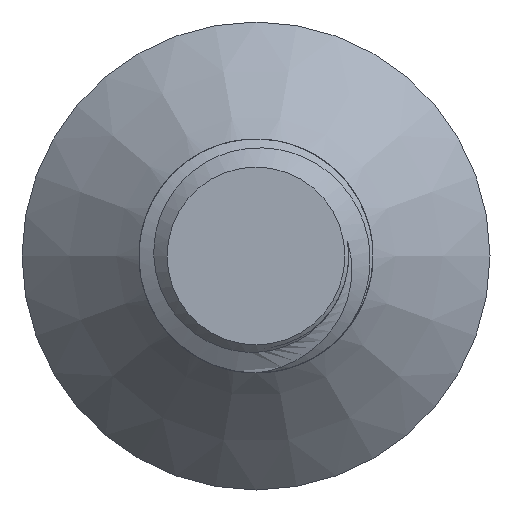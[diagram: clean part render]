
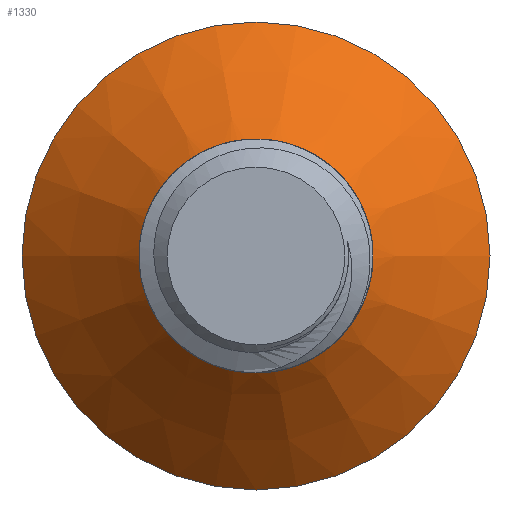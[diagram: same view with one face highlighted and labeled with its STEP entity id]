
A CAD part, left-side view. The second image highlights one B-rep face of the part: STEP entity #1330.
In plain terms, the highlighted conical face has half-angle 45 degrees and reference radius 2.5 mm.
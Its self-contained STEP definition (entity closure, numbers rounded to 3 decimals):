
#38=CONICAL_SURFACE('',#1424,2.5,0.785);
#100=FACE_OUTER_BOUND('',#176,.T.);
#176=EDGE_LOOP('',(#1024,#1025,#1026,#1027,#1028,#1029,#1030,#1031));
#198=CIRCLE('',#1367,2.5);
#201=CIRCLE('',#1425,5.);
#202=CIRCLE('',#1426,1.98);
#319=B_SPLINE_CURVE_WITH_KNOTS('',3,(#5751,#5752,#5753,#5754,#5755,#5756,
#5757,#5758,#5759,#5760,#5761,#5762,#5763,#5764,#5765,#5766,#5767,#5768,
#5769,#5770,#5771,#5772,#5773,#5774),.UNSPECIFIED.,.F.,.F.,(4,2,2,2,2,2,
2,2,2,2,2,4),(1.082,1.162,1.412,1.691,
1.984,2.292,2.593,2.911,3.221,
3.547,3.835,4.041),.UNSPECIFIED.);
#320=B_SPLINE_CURVE_WITH_KNOTS('',3,(#5776,#5777,#5778,#5779,#5780,#5781,
#5782,#5783,#5784,#5785,#5786,#5787),.UNSPECIFIED.,.F.,.F.,(4,2,2,2,2,4),
(0.,0.07,0.127,0.184,
0.225,0.257),.UNSPECIFIED.);
#321=B_SPLINE_CURVE_WITH_KNOTS('',3,(#5790,#5791,#5792,#5793,#5794,#5795,
#5796,#5797,#5798,#5799,#5800,#5801,#5802,#5803,#5804,#5805),
 .UNSPECIFIED.,.F.,.F.,(4,2,2,2,2,2,2,4),(0.,0.087,
0.204,0.359,0.528,0.72,
0.929,1.082),.UNSPECIFIED.);
#383=LINE('',#5750,#452);
#452=VECTOR('',#1632,2.5);
#469=VERTEX_POINT('',#1709);
#470=VERTEX_POINT('',#1722);
#581=VERTEX_POINT('',#5747);
#582=VERTEX_POINT('',#5749);
#583=VERTEX_POINT('',#5775);
#584=VERTEX_POINT('',#5788);
#602=EDGE_CURVE('',#470,#469,#198,.T.);
#766=EDGE_CURVE('',#581,#581,#201,.T.);
#767=EDGE_CURVE('',#581,#582,#383,.T.);
#768=EDGE_CURVE('',#582,#470,#319,.T.);
#769=EDGE_CURVE('',#469,#583,#320,.T.);
#770=EDGE_CURVE('',#583,#584,#202,.T.);
#771=EDGE_CURVE('',#584,#582,#321,.T.);
#1024=ORIENTED_EDGE('',*,*,#766,.F.);
#1025=ORIENTED_EDGE('',*,*,#767,.T.);
#1026=ORIENTED_EDGE('',*,*,#768,.T.);
#1027=ORIENTED_EDGE('',*,*,#602,.T.);
#1028=ORIENTED_EDGE('',*,*,#769,.T.);
#1029=ORIENTED_EDGE('',*,*,#770,.T.);
#1030=ORIENTED_EDGE('',*,*,#771,.T.);
#1031=ORIENTED_EDGE('',*,*,#767,.F.);
#1330=ADVANCED_FACE('',(#100),#38,.T.);
#1367=AXIS2_PLACEMENT_3D('',#1723,#1461,#1462);
#1424=AXIS2_PLACEMENT_3D('',#5746,#1628,#1629);
#1425=AXIS2_PLACEMENT_3D('',#5748,#1630,#1631);
#1426=AXIS2_PLACEMENT_3D('',#5789,#1633,#1634);
#1461=DIRECTION('center_axis',(0.,0.,1.));
#1462=DIRECTION('ref_axis',(0.,-1.,0.));
#1628=DIRECTION('center_axis',(0.,0.,1.));
#1629=DIRECTION('ref_axis',(0.,-1.,0.));
#1630=DIRECTION('center_axis',(0.,0.,1.));
#1631=DIRECTION('ref_axis',(0.,-1.,0.));
#1632=DIRECTION('',(0.,-0.707,-0.707));
#1633=DIRECTION('center_axis',(0.,0.,1.));
#1634=DIRECTION('ref_axis',(1.,0.,0.));
#1709=CARTESIAN_POINT('',(2.5,0.,-2.8));
#1722=CARTESIAN_POINT('',(1.768,-1.768,-2.8));
#1723=CARTESIAN_POINT('Origin',(0.,0.,-2.8));
#5746=CARTESIAN_POINT('Origin',(0.,0.,-2.8));
#5747=CARTESIAN_POINT('',(0.,5.,-0.3));
#5748=CARTESIAN_POINT('Origin',(0.,0.,-0.3));
#5749=CARTESIAN_POINT('',(0.,2.183,-3.117));
#5750=CARTESIAN_POINT('',(0.,2.5,-2.8));
#5751=CARTESIAN_POINT('Ctrl Pts',(0.,2.183,
-3.117));
#5752=CARTESIAN_POINT('Ctrl Pts',(-0.095,2.186,
-3.114));
#5753=CARTESIAN_POINT('Ctrl Pts',(-0.188,2.183,-3.11));
#5754=CARTESIAN_POINT('Ctrl Pts',(-0.559,2.15,-3.097));
#5755=CARTESIAN_POINT('Ctrl Pts',(-0.833,2.07,-3.086));
#5756=CARTESIAN_POINT('Ctrl Pts',(-1.366,1.798,-3.064));
#5757=CARTESIAN_POINT('Ctrl Pts',(-1.595,1.605,-3.054));
#5758=CARTESIAN_POINT('Ctrl Pts',(-1.961,1.173,-3.034));
#5759=CARTESIAN_POINT('Ctrl Pts',(-2.104,0.917,-3.023));
#5760=CARTESIAN_POINT('Ctrl Pts',(-2.291,0.352,-3.002));
#5761=CARTESIAN_POINT('Ctrl Pts',(-2.327,0.048,
-2.992));
#5762=CARTESIAN_POINT('Ctrl Pts',(-2.282,-0.552,
-2.971));
#5763=CARTESIAN_POINT('Ctrl Pts',(-2.203,-0.842,
-2.961));
#5764=CARTESIAN_POINT('Ctrl Pts',(-1.933,-1.39,-2.939));
#5765=CARTESIAN_POINT('Ctrl Pts',(-1.741,-1.639,-2.929));
#5766=CARTESIAN_POINT('Ctrl Pts',(-1.276,-2.045,-2.909));
#5767=CARTESIAN_POINT('Ctrl Pts',(-1.01,-2.201,-2.898));
#5768=CARTESIAN_POINT('Ctrl Pts',(-0.419,-2.408,
-2.877));
#5769=CARTESIAN_POINT('Ctrl Pts',(-0.099,-2.452,
-2.867));
#5770=CARTESIAN_POINT('Ctrl Pts',(0.504,-2.417,-2.847));
#5771=CARTESIAN_POINT('Ctrl Pts',(0.782,-2.352,-2.838));
#5772=CARTESIAN_POINT('Ctrl Pts',(1.229,-2.162,-2.821));
#5773=CARTESIAN_POINT('Ctrl Pts',(1.495,-2.024,-2.811));
#5774=CARTESIAN_POINT('Ctrl Pts',(1.768,-1.768,-2.8));
#5775=CARTESIAN_POINT('',(-0.312,-1.956,-3.32));
#5776=CARTESIAN_POINT('Ctrl Pts',(2.5,0.,
-2.8));
#5777=CARTESIAN_POINT('Ctrl Pts',(2.474,-0.231,-2.826));
#5778=CARTESIAN_POINT('Ctrl Pts',(2.414,-0.481,-2.857));
#5779=CARTESIAN_POINT('Ctrl Pts',(2.173,-0.982,-2.928));
#5780=CARTESIAN_POINT('Ctrl Pts',(2.031,-1.188,-2.96));
#5781=CARTESIAN_POINT('Ctrl Pts',(1.689,-1.545,-3.024));
#5782=CARTESIAN_POINT('Ctrl Pts',(1.453,-1.738,-3.06));
#5783=CARTESIAN_POINT('Ctrl Pts',(0.911,-1.972,-3.142));
#5784=CARTESIAN_POINT('Ctrl Pts',(0.667,-2.03,-3.178));
#5785=CARTESIAN_POINT('Ctrl Pts',(0.222,-2.055,-3.242));
#5786=CARTESIAN_POINT('Ctrl Pts',(-0.036,-2.044,
-3.276));
#5787=CARTESIAN_POINT('Ctrl Pts',(-0.312,-1.956,
-3.32));
#5788=CARTESIAN_POINT('',(1.163,-1.603,-3.32));
#5789=CARTESIAN_POINT('Origin',(0.,0.,-3.32));
#5790=CARTESIAN_POINT('Ctrl Pts',(1.163,-1.603,-3.32));
#5791=CARTESIAN_POINT('Ctrl Pts',(1.403,-1.443,-3.308));
#5792=CARTESIAN_POINT('Ctrl Pts',(1.562,-1.262,-3.299));
#5793=CARTESIAN_POINT('Ctrl Pts',(1.794,-0.948,-3.283));
#5794=CARTESIAN_POINT('Ctrl Pts',(1.897,-0.747,-3.274));
#5795=CARTESIAN_POINT('Ctrl Pts',(2.053,-0.249,-3.253));
#5796=CARTESIAN_POINT('Ctrl Pts',(2.072,0.026,-3.243));
#5797=CARTESIAN_POINT('Ctrl Pts',(2.024,0.54,-3.223));
#5798=CARTESIAN_POINT('Ctrl Pts',(1.947,0.802,-3.212));
#5799=CARTESIAN_POINT('Ctrl Pts',(1.681,1.311,-3.19));
#5800=CARTESIAN_POINT('Ctrl Pts',(1.495,1.525,-3.18));
#5801=CARTESIAN_POINT('Ctrl Pts',(1.084,1.866,-3.16));
#5802=CARTESIAN_POINT('Ctrl Pts',(0.837,2.001,-3.149));
#5803=CARTESIAN_POINT('Ctrl Pts',(0.377,2.146,-3.131));
#5804=CARTESIAN_POINT('Ctrl Pts',(0.184,2.177,-3.123));
#5805=CARTESIAN_POINT('Ctrl Pts',(0.,2.183,
-3.117));
